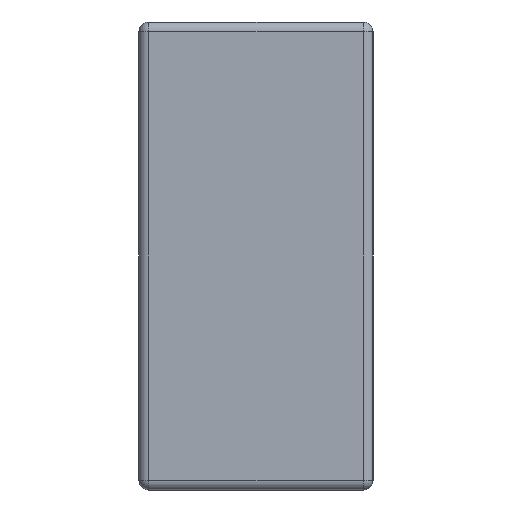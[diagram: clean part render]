
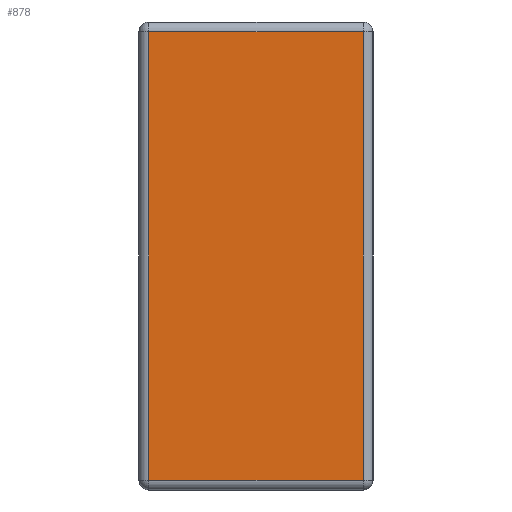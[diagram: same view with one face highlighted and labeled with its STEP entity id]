
A CAD part, left-side view. The second image highlights one B-rep face of the part: STEP entity #878.
In plain terms, the highlighted planar face has unit normal (-1, 0, 0).
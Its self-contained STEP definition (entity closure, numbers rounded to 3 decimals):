
#112 = DIRECTION ( 'NONE',  ( 0., 0., 1. ) ) ;
#132 = PLANE ( 'NONE',  #3515 ) ;
#349 = CARTESIAN_POINT ( 'NONE',  ( 0., 1.1, -0.046 ) ) ;
#411 = ORIENTED_EDGE ( 'NONE', *, *, #4388, .T. ) ;
#421 = CARTESIAN_POINT ( 'NONE',  ( 0., 0.046, -0.046 ) ) ;
#424 = VECTOR ( 'NONE', #4594, 1000. ) ;
#544 = CARTESIAN_POINT ( 'NONE',  ( 0., 0., -2.154 ) ) ;
#712 = ORIENTED_EDGE ( 'NONE', *, *, #1236, .T. ) ;
#787 = FACE_OUTER_BOUND ( 'NONE', #3905, .T. ) ;
#858 = ORIENTED_EDGE ( 'NONE', *, *, #2989, .T. ) ;
#878 = ADVANCED_FACE ( 'NONE', ( #787 ), #132, .T. ) ;
#1236 = EDGE_CURVE ( 'NONE', #1285, #2086, #2794, .T. ) ;
#1272 = CARTESIAN_POINT ( 'NONE',  ( 0., 0.046, -2.154 ) ) ;
#1285 = VERTEX_POINT ( 'NONE', #1272 ) ;
#1404 = DIRECTION ( 'NONE',  ( 0., 1., 0. ) ) ;
#1475 = ORIENTED_EDGE ( 'NONE', *, *, #3351, .T. ) ;
#1610 = DIRECTION ( 'NONE',  ( -1., 0., 0. ) ) ;
#1632 = VERTEX_POINT ( 'NONE', #2910 ) ;
#1720 = VECTOR ( 'NONE', #112, 1000. ) ;
#1893 = VECTOR ( 'NONE', #1404, 1000. ) ;
#1895 = CARTESIAN_POINT ( 'NONE',  ( 0., 0.046, 0. ) ) ;
#2086 = VERTEX_POINT ( 'NONE', #421 ) ;
#2322 = DIRECTION ( 'NONE',  ( 0., -1., 0. ) ) ;
#2327 = LINE ( 'NONE', #544, #4147 ) ;
#2794 = LINE ( 'NONE', #1895, #1720 ) ;
#2799 = LINE ( 'NONE', #349, #1893 ) ;
#2910 = CARTESIAN_POINT ( 'NONE',  ( 0., 1.054, -0.046 ) ) ;
#2931 = LINE ( 'NONE', #4510, #424 ) ;
#2989 = EDGE_CURVE ( 'NONE', #2086, #1632, #2799, .T. ) ;
#3351 = EDGE_CURVE ( 'NONE', #4483, #1285, #2327, .T. ) ;
#3396 = CARTESIAN_POINT ( 'NONE',  ( 0., 0., 0. ) ) ;
#3515 = AXIS2_PLACEMENT_3D ( 'NONE', #3396, #1610, #4507 ) ;
#3905 = EDGE_LOOP ( 'NONE', ( #1475, #712, #858, #411 ) ) ;
#4147 = VECTOR ( 'NONE', #2322, 1000. ) ;
#4248 = CARTESIAN_POINT ( 'NONE',  ( 0., 1.054, -2.154 ) ) ;
#4388 = EDGE_CURVE ( 'NONE', #1632, #4483, #2931, .T. ) ;
#4483 = VERTEX_POINT ( 'NONE', #4248 ) ;
#4507 = DIRECTION ( 'NONE',  ( 0., 0., 1. ) ) ;
#4510 = CARTESIAN_POINT ( 'NONE',  ( 0., 1.054, -2.2 ) ) ;
#4594 = DIRECTION ( 'NONE',  ( 0., 0., -1. ) ) ;
